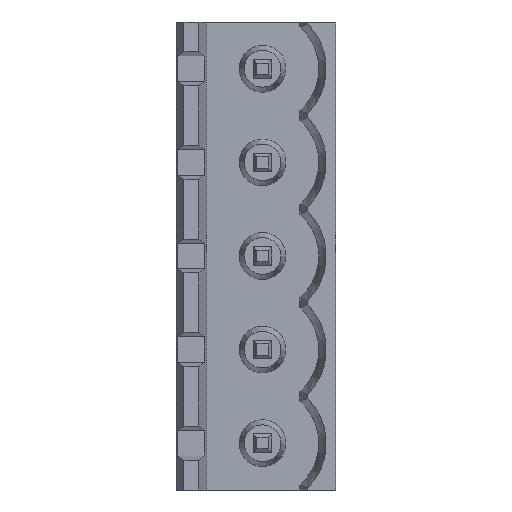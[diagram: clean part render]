
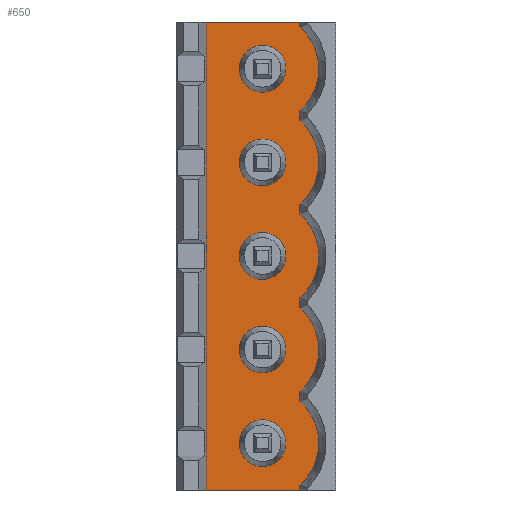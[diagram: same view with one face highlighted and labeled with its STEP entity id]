
A CAD part, left-side view. The second image highlights one B-rep face of the part: STEP entity #650.
In plain terms, the highlighted planar face has unit normal (-1, 0, 0).
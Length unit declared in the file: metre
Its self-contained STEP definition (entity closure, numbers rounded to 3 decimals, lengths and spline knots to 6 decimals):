
#650=ADVANCED_FACE('',(#1420,#1421,#1422,#1423,#1424,#1425),#1426,.F.);
#1420=FACE_BOUND('',#2308,.T.);
#1421=FACE_BOUND('',#2309,.T.);
#1422=FACE_OUTER_BOUND('',#2310,.T.);
#1423=FACE_BOUND('',#2311,.T.);
#1424=FACE_BOUND('',#2312,.T.);
#1425=FACE_BOUND('',#2313,.T.);
#1426=PLANE('',#2314);
#2308=EDGE_LOOP('',(#4144));
#2309=EDGE_LOOP('',(#4145));
#2310=EDGE_LOOP('',(#4146,#4147,#4148,#4149,#4150,#4151,#4152,#4153,#4154,#4155,#4156,#4157,#4158,#4159));
#2311=EDGE_LOOP('',(#4160));
#2312=EDGE_LOOP('',(#4161));
#2313=EDGE_LOOP('',(#4162));
#2314=AXIS2_PLACEMENT_3D('',#4163,#4164,#4165);
#4144=ORIENTED_EDGE('',*,*,#5343,.F.);
#4145=ORIENTED_EDGE('',*,*,#5724,.F.);
#4146=ORIENTED_EDGE('',*,*,#5921,.F.);
#4147=ORIENTED_EDGE('',*,*,#5922,.F.);
#4148=ORIENTED_EDGE('',*,*,#5923,.T.);
#4149=ORIENTED_EDGE('',*,*,#5924,.F.);
#4150=ORIENTED_EDGE('',*,*,#5304,.T.);
#4151=ORIENTED_EDGE('',*,*,#5340,.F.);
#4152=ORIENTED_EDGE('',*,*,#5925,.T.);
#4153=ORIENTED_EDGE('',*,*,#5479,.F.);
#4154=ORIENTED_EDGE('',*,*,#5477,.T.);
#4155=ORIENTED_EDGE('',*,*,#5855,.F.);
#4156=ORIENTED_EDGE('',*,*,#5847,.T.);
#4157=ORIENTED_EDGE('',*,*,#5850,.F.);
#4158=ORIENTED_EDGE('',*,*,#5853,.T.);
#4159=ORIENTED_EDGE('',*,*,#5897,.T.);
#4160=ORIENTED_EDGE('',*,*,#5761,.F.);
#4161=ORIENTED_EDGE('',*,*,#5571,.F.);
#4162=ORIENTED_EDGE('',*,*,#5926,.F.);
#4163=CARTESIAN_POINT('',(-0.0037,0.0069,0.18304));
#4164=DIRECTION('',(1.0,0.,0.0));
#4165=DIRECTION('',(0.0,0.0,1.0));
#5304=EDGE_CURVE('',#6343,#6341,#6344,.T.);
#5340=EDGE_CURVE('',#6401,#6341,#6403,.T.);
#5343=EDGE_CURVE('',#6407,#6407,#6408,.T.);
#5477=EDGE_CURVE('',#6611,#6616,#6618,.T.);
#5479=EDGE_CURVE('',#6611,#6620,#6621,.T.);
#5571=EDGE_CURVE('',#6775,#6775,#6776,.T.);
#5724=EDGE_CURVE('',#7001,#7001,#7002,.T.);
#5761=EDGE_CURVE('',#7052,#7052,#7053,.T.);
#5847=EDGE_CURVE('',#7171,#7173,#7175,.T.);
#5850=EDGE_CURVE('',#7177,#7173,#7179,.T.);
#5853=EDGE_CURVE('',#7177,#7181,#7183,.T.);
#5855=EDGE_CURVE('',#7171,#6616,#7185,.T.);
#5897=EDGE_CURVE('',#7181,#7242,#7245,.T.);
#5921=EDGE_CURVE('',#7279,#7242,#7280,.T.);
#5922=EDGE_CURVE('',#7281,#7279,#7282,.T.);
#5923=EDGE_CURVE('',#7281,#7283,#7284,.T.);
#5924=EDGE_CURVE('',#6343,#7283,#7285,.T.);
#5925=EDGE_CURVE('',#6401,#6620,#7286,.T.);
#5926=EDGE_CURVE('',#7287,#7287,#7288,.T.);
#6341=VERTEX_POINT('',#7870);
#6343=VERTEX_POINT('',#7873);
#6344=LINE('',#7874,#7875);
#6401=VERTEX_POINT('',#7958);
#6403=CIRCLE('',#7961,0.003);
#6407=VERTEX_POINT('',#7965);
#6408=CIRCLE('',#7966,0.00125);
#6611=VERTEX_POINT('',#8269);
#6616=VERTEX_POINT('',#8276);
#6618=LINE('',#8279,#8280);
#6620=VERTEX_POINT('',#8282);
#6621=CIRCLE('',#8283,0.003);
#6775=VERTEX_POINT('',#8508);
#6776=CIRCLE('',#8509,0.00125);
#7001=VERTEX_POINT('',#8852);
#7002=CIRCLE('',#8853,0.00125);
#7052=VERTEX_POINT('',#8926);
#7053=CIRCLE('',#8927,0.00125);
#7171=VERTEX_POINT('',#9103);
#7173=VERTEX_POINT('',#9106);
#7175=LINE('',#9109,#9110);
#7177=VERTEX_POINT('',#9112);
#7179=CIRCLE('',#9115,0.003);
#7181=VERTEX_POINT('',#9117);
#7183=LINE('',#9120,#9121);
#7185=CIRCLE('',#9123,0.003);
#7242=VERTEX_POINT('',#9206);
#7245=LINE('',#9210,#9211);
#7279=VERTEX_POINT('',#9263);
#7280=LINE('',#9264,#9265);
#7281=VERTEX_POINT('',#9266);
#7282=LINE('',#9267,#9268);
#7283=VERTEX_POINT('',#9269);
#7284=LINE('',#9270,#9271);
#7285=CIRCLE('',#9272,0.003);
#7286=LINE('',#9273,#9274);
#7287=VERTEX_POINT('',#9275);
#7288=CIRCLE('',#9276,0.00125);
#7870=CARTESIAN_POINT('',(-0.0037,0.0019,0.238504));
#7873=CARTESIAN_POINT('',(-0.0037,0.0019,0.237976));
#7874=CARTESIAN_POINT('',(-0.0037,0.0019,0.177239));
#7875=VECTOR('',#9925,1.0);
#7958=CARTESIAN_POINT('',(-0.0037,0.0019,0.242976));
#7961=AXIS2_PLACEMENT_3D('',#9956,#9957,#9958);
#7965=CARTESIAN_POINT('',(-0.0037,0.00265,0.24074));
#7966=AXIS2_PLACEMENT_3D('',#9962,#9963,#9964);
#8269=CARTESIAN_POINT('',(-0.0037,0.0019,0.247976));
#8276=CARTESIAN_POINT('',(-0.0037,0.0019,0.248504));
#8279=CARTESIAN_POINT('',(-0.0037,0.0019,0.187239));
#8280=VECTOR('',#10071,1.0);
#8282=CARTESIAN_POINT('',(-0.0037,0.0019,0.243504));
#8283=AXIS2_PLACEMENT_3D('',#10072,#10073,#10074);
#8508=CARTESIAN_POINT('',(-0.0037,0.00265,0.24574));
#8509=AXIS2_PLACEMENT_3D('',#10152,#10153,#10154);
#8852=CARTESIAN_POINT('',(-0.0037,0.00265,0.25074));
#8853=AXIS2_PLACEMENT_3D('',#10273,#10274,#10275);
#8926=CARTESIAN_POINT('',(-0.0037,0.00265,0.25574));
#8927=AXIS2_PLACEMENT_3D('',#10302,#10303,#10304);
#9103=CARTESIAN_POINT('',(-0.0037,0.0019,0.252976));
#9106=CARTESIAN_POINT('',(-0.0037,0.0019,0.253504));
#9109=CARTESIAN_POINT('',(-0.0037,0.0019,0.192239));
#9110=VECTOR('',#10365,1.0);
#9112=CARTESIAN_POINT('',(-0.0037,0.0019,0.257976));
#9115=AXIS2_PLACEMENT_3D('',#10367,#10368,#10369);
#9117=CARTESIAN_POINT('',(-0.0037,0.0019,0.25824));
#9120=CARTESIAN_POINT('',(-0.0037,0.0019,0.197319));
#9121=VECTOR('',#10371,1.0);
#9123=AXIS2_PLACEMENT_3D('',#10372,#10373,#10374);
#9206=CARTESIAN_POINT('',(-0.0037,0.0069,0.25824));
#9210=CARTESIAN_POINT('',(-0.0037,0.0069,0.25824));
#9211=VECTOR('',#10402,1.0);
#9263=CARTESIAN_POINT('',(-0.0037,0.0069,0.23324));
#9264=CARTESIAN_POINT('',(-0.0037,0.0069,0.18304));
#9265=VECTOR('',#10421,1.0);
#9266=CARTESIAN_POINT('',(-0.0037,0.0019,0.23324));
#9267=CARTESIAN_POINT('',(-0.0037,0.0069,0.23324));
#9268=VECTOR('',#10422,1.0);
#9269=CARTESIAN_POINT('',(-0.0037,0.0019,0.233504));
#9270=CARTESIAN_POINT('',(-0.0037,0.0019,0.2332));
#9271=VECTOR('',#10423,1.0);
#9272=AXIS2_PLACEMENT_3D('',#10424,#10425,#10426);
#9273=CARTESIAN_POINT('',(-0.0037,0.0019,0.182239));
#9274=VECTOR('',#10427,1.0);
#9275=CARTESIAN_POINT('',(-0.0037,0.00265,0.23574));
#9276=AXIS2_PLACEMENT_3D('',#10428,#10429,#10430);
#9925=DIRECTION('',(0.0,0.0,1.0));
#9956=CARTESIAN_POINT('',(-0.0037,0.0039,0.24074));
#9957=DIRECTION('',(1.0,0.,0.0));
#9958=DIRECTION('',(0.,-1.0,0.0));
#9962=CARTESIAN_POINT('',(-0.0037,0.0039,0.24074));
#9963=DIRECTION('',(-1.0,0.,0.0));
#9964=DIRECTION('',(0.,-1.0,0.0));
#10071=DIRECTION('',(0.0,0.0,1.0));
#10072=CARTESIAN_POINT('',(-0.0037,0.0039,0.24574));
#10073=DIRECTION('',(1.0,0.,0.0));
#10074=DIRECTION('',(0.,-1.0,0.0));
#10152=CARTESIAN_POINT('',(-0.0037,0.0039,0.24574));
#10153=DIRECTION('',(-1.0,0.,0.0));
#10154=DIRECTION('',(0.,-1.0,0.0));
#10273=CARTESIAN_POINT('',(-0.0037,0.0039,0.25074));
#10274=DIRECTION('',(-1.0,0.,0.0));
#10275=DIRECTION('',(0.,-1.0,0.0));
#10302=CARTESIAN_POINT('',(-0.0037,0.0039,0.25574));
#10303=DIRECTION('',(-1.0,0.,0.0));
#10304=DIRECTION('',(0.,-1.0,0.0));
#10365=DIRECTION('',(0.0,0.0,1.0));
#10367=CARTESIAN_POINT('',(-0.0037,0.0039,0.25574));
#10368=DIRECTION('',(1.0,0.,0.0));
#10369=DIRECTION('',(0.,-1.0,0.0));
#10371=DIRECTION('',(0.0,0.0,1.0));
#10372=CARTESIAN_POINT('',(-0.0037,0.0039,0.25074));
#10373=DIRECTION('',(1.0,0.,0.0));
#10374=DIRECTION('',(0.,-1.0,0.0));
#10402=DIRECTION('',(0.,1.0,0.0));
#10421=DIRECTION('',(0.0,0.0,1.0));
#10422=DIRECTION('',(0.,1.0,0.0));
#10423=DIRECTION('',(0.0,0.0,1.0));
#10424=CARTESIAN_POINT('',(-0.0037,0.0039,0.23574));
#10425=DIRECTION('',(1.0,0.,0.0));
#10426=DIRECTION('',(0.,-1.0,0.0));
#10427=DIRECTION('',(0.0,0.0,1.0));
#10428=CARTESIAN_POINT('',(-0.0037,0.0039,0.23574));
#10429=DIRECTION('',(-1.0,0.,0.0));
#10430=DIRECTION('',(0.,-1.0,0.0));
